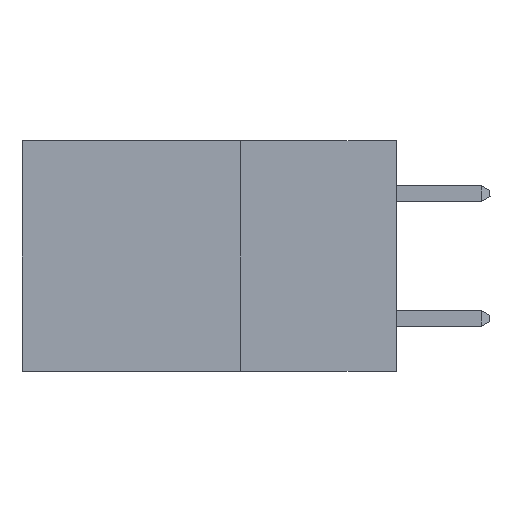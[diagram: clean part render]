
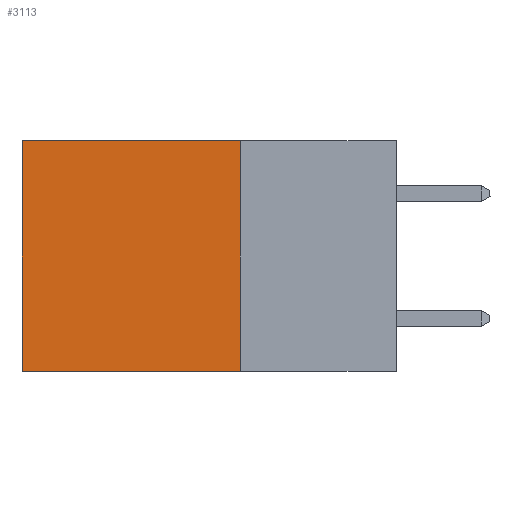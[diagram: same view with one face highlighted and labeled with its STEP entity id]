
A CAD part, left-side view. The second image highlights one B-rep face of the part: STEP entity #3113.
In plain terms, the highlighted planar face has unit normal (-1, 0, 0).
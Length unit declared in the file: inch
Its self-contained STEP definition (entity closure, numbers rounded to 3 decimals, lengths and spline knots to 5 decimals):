
#1130 = LINE ( 'NONE', #4372, #15402 ) ;
#1404 = VERTEX_POINT ( 'NONE', #18084 ) ;
#2838 = VECTOR ( 'NONE', #13600, 39.37008 ) ;
#2941 = ORIENTED_EDGE ( 'NONE', *, *, #7375, .F. ) ;
#3113 = ADVANCED_FACE ( 'NONE', ( #18655 ), #7960, .F. ) ;
#3149 = CARTESIAN_POINT ( 'NONE',  ( 0.2615, 0.25, 0. ) ) ;
#3419 = LINE ( 'NONE', #13706, #2838 ) ;
#4372 = CARTESIAN_POINT ( 'NONE',  ( 0.2615, 0.6, -0.37 ) ) ;
#4397 = DIRECTION ( 'NONE',  ( 0., 0., -1. ) ) ;
#4500 = CARTESIAN_POINT ( 'NONE',  ( 0.2615, 0.25, -0.37 ) ) ;
#5227 = VECTOR ( 'NONE', #8595, 39.37008 ) ;
#6571 = EDGE_CURVE ( 'NONE', #1404, #14827, #3419, .T. ) ;
#7375 = EDGE_CURVE ( 'NONE', #8115, #1404, #11470, .T. ) ;
#7491 = DIRECTION ( 'NONE',  ( 0., 0., -1. ) ) ;
#7566 = DIRECTION ( 'NONE',  ( 1., 0., 0. ) ) ;
#7960 = PLANE ( 'NONE',  #12482 ) ;
#8115 = VERTEX_POINT ( 'NONE', #19671 ) ;
#8217 = CARTESIAN_POINT ( 'NONE',  ( 0.2615, 0.25, -0.37 ) ) ;
#8595 = DIRECTION ( 'NONE',  ( 0., 1., 0. ) ) ;
#9342 = ORIENTED_EDGE ( 'NONE', *, *, #10560, .T. ) ;
#10560 = EDGE_CURVE ( 'NONE', #8115, #14152, #14081, .T. ) ;
#10904 = CARTESIAN_POINT ( 'NONE',  ( 0.2615, 0.6, -0.37 ) ) ;
#10933 = CARTESIAN_POINT ( 'NONE',  ( 0.2615, 0.6, 0. ) ) ;
#11470 = LINE ( 'NONE', #4500, #19722 ) ;
#12129 = EDGE_CURVE ( 'NONE', #14152, #14827, #1130, .T. ) ;
#12482 = AXIS2_PLACEMENT_3D ( 'NONE', #8217, #7566, #7491 ) ;
#13600 = DIRECTION ( 'NONE',  ( 0., 1., 0. ) ) ;
#13706 = CARTESIAN_POINT ( 'NONE',  ( 0.2615, 0.25, -0.37 ) ) ;
#14081 = LINE ( 'NONE', #3149, #5227 ) ;
#14152 = VERTEX_POINT ( 'NONE', #10933 ) ;
#14827 = VERTEX_POINT ( 'NONE', #10904 ) ;
#14939 = DIRECTION ( 'NONE',  ( 0., 0., -1. ) ) ;
#15402 = VECTOR ( 'NONE', #14939, 39.37008 ) ;
#17270 = ORIENTED_EDGE ( 'NONE', *, *, #12129, .T. ) ;
#18084 = CARTESIAN_POINT ( 'NONE',  ( 0.2615, 0.25, -0.37 ) ) ;
#18655 = FACE_OUTER_BOUND ( 'NONE', #21738, .T. ) ;
#19671 = CARTESIAN_POINT ( 'NONE',  ( 0.2615, 0.25, 0. ) ) ;
#19722 = VECTOR ( 'NONE', #4397, 39.37008 ) ;
#21738 = EDGE_LOOP ( 'NONE', ( #17270, #21932, #2941, #9342 ) ) ;
#21932 = ORIENTED_EDGE ( 'NONE', *, *, #6571, .F. ) ;
